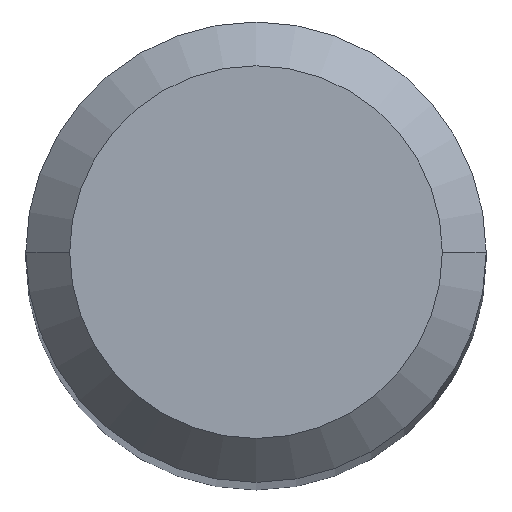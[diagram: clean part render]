
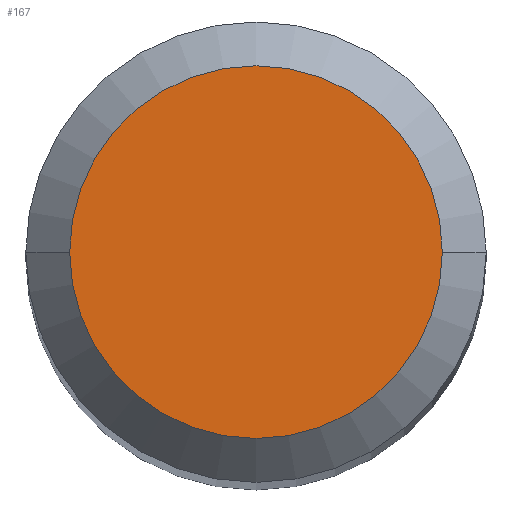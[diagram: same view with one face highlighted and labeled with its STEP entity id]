
A CAD part, top view. The second image highlights one B-rep face of the part: STEP entity #167.
In plain terms, the highlighted planar face has unit normal (0, 0, 1).
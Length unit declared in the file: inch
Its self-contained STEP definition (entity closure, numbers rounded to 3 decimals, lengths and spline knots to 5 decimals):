
#48 = DIRECTION ( 'NONE',  ( 1., 0., 0. ) ) ;
#61 = FACE_OUTER_BOUND ( 'NONE', #122, .T. ) ;
#69 = PLANE ( 'NONE',  #265 ) ;
#82 = AXIS2_PLACEMENT_3D ( 'NONE', #107, #87, #189 ) ;
#85 = CARTESIAN_POINT ( 'NONE',  ( -0.06374, 0., 1.9685 ) ) ;
#87 = DIRECTION ( 'NONE',  ( 0., 0., 1. ) ) ;
#94 = VERTEX_POINT ( 'NONE', #85 ) ;
#107 = CARTESIAN_POINT ( 'NONE',  ( 0., 0., 1.9685 ) ) ;
#117 = AXIS2_PLACEMENT_3D ( 'NONE', #203, #298, #48 ) ;
#122 = EDGE_LOOP ( 'NONE', ( #218, #240 ) ) ;
#135 = EDGE_CURVE ( 'NONE', #94, #258, #215, .T. ) ;
#167 = ADVANCED_FACE ( 'NONE', ( #61 ), #69, .T. ) ;
#183 = DIRECTION ( 'NONE',  ( 1., 0., 0. ) ) ;
#189 = DIRECTION ( 'NONE',  ( 1., 0., 0. ) ) ;
#203 = CARTESIAN_POINT ( 'NONE',  ( 0., 0., 1.9685 ) ) ;
#215 = CIRCLE ( 'NONE', #82, 0.06374 ) ;
#218 = ORIENTED_EDGE ( 'NONE', *, *, #135, .T. ) ;
#231 = CIRCLE ( 'NONE', #117, 0.06374 ) ;
#240 = ORIENTED_EDGE ( 'NONE', *, *, #267, .T. ) ;
#243 = DIRECTION ( 'NONE',  ( 0., 0., 1. ) ) ;
#253 = CARTESIAN_POINT ( 'NONE',  ( 0.06374, 0., 1.9685 ) ) ;
#258 = VERTEX_POINT ( 'NONE', #253 ) ;
#265 = AXIS2_PLACEMENT_3D ( 'NONE', #285, #243, #183 ) ;
#267 = EDGE_CURVE ( 'NONE', #258, #94, #231, .T. ) ;
#285 = CARTESIAN_POINT ( 'NONE',  ( 0., 0., 1.9685 ) ) ;
#298 = DIRECTION ( 'NONE',  ( 0., 0., 1. ) ) ;
